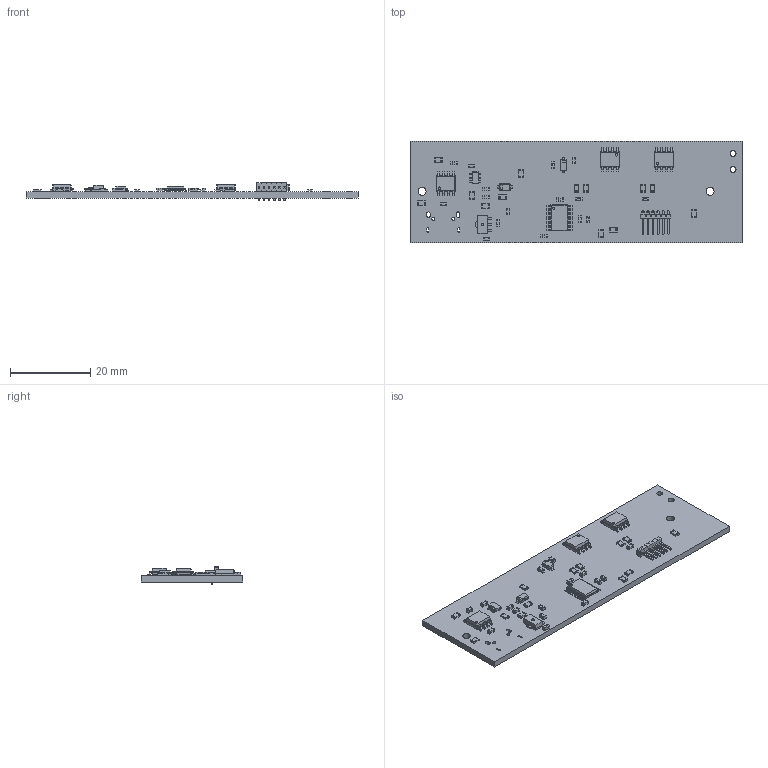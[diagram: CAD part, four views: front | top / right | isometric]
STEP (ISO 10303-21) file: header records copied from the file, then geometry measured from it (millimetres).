
FILE_DESCRIPTION(('KiCad electronic assembly'),'2;1');
FILE_NAME('accureg_v4.step','2020-11-22T11:51:00',('An Author'),( 'A Company'),'Open CASCADE STEP processor 6.9', 'KiCad to STEP converter','Unknown');
FILE_SCHEMA(('AUTOMOTIVE_DESIGN { 1 0 10303 214 1 1 1 1 }'));
Length unit declared in the file: millimetre
Products named in the file (19): Open CASCADE STEP translator 6.9 1; R_0805_2012Metric; SOLID; PinHeader_1x06_P1.27mm_Horizontal; C_0603_1608Metric; TSSOP-20_4.4x6.5mm_P0.65mm; SOIC-8_3.9x4.9mm_P1.27mm; switch; TSOT-23-6; D_SOD-123; SOT-89-3; COMPOUND
Assembly tree (49 placements, depth 3):
  Open CASCADE STEP translator 6.9 1
    R_0805_2012Metric  x13
      SOLID
    PinHeader_1x06_P1.27mm_Horizontal
      SOLID
    C_0603_1608Metric  x16
      SOLID
    TSSOP-20_4.4x6.5mm_P0.65mm
      SOLID
    SOIC-8_3.9x4.9mm_P1.27mm  x3
      SOLID
    switch  x2
    TSOT-23-6
      SOLID
    D_SOD-123  x2
      SOLID
    SOT-89-3
      SOLID
    COMPOUND
Bounding box: 83 x 25.3 x 4.5 mm (x, y, z)
Volume: 3537.7 mm3; surface area: 5371.7 mm2
Topology: 39 solids, 39 shells, 2091 faces, 5388 edges, 3426 vertices
Faces by surface type: plane 1326, cylinder 543, bspline 222
Full cylindrical faces by diameter (mm): 0.5 x1, 0.6 x3, 0.65 x6, 0.7 x1, 0.8 x2, 1.5 x2, 2 x2
Entity records: 69780 total; most frequent: CARTESIAN_POINT 12430, DIRECTION 9170, LINE 6422, VECTOR 6422, ORIENTED_EDGE 5060, PCURVE 5060, DEFINITIONAL_REPRESENTATION 5060, EDGE_CURVE 2530
